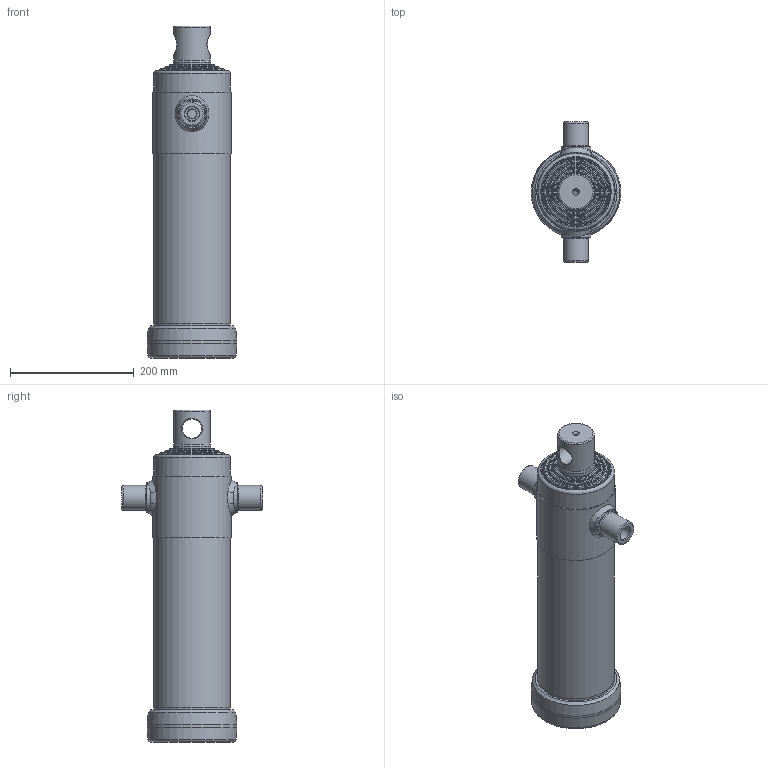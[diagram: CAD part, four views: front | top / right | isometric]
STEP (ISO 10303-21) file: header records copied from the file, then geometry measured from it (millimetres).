
FILE_DESCRIPTION( ( 'Unknown' ), '1' );
FILE_NAME( '3047F.stp', 'Unknown', ( 'Unknown' ), ( 'Unknown' ), 'PSStep 14.0', 'Unknown', ' ' );
FILE_SCHEMA( ( 'AUTOMOTIVE_DESIGN { 1 0 10303 214 1 1 1 1 }' ) );
Length unit declared in the file: millimetre
Products named in the file (14): 4178; Saldatura d'angolo 1-oa0; Saldatura d'angolo 2-oa1; 3145; 3146; 4178-oa2; Assem1; 3084; 4177; 4176; 4175; 4173
Assembly tree (13 placements, depth 3):
  Assem1
    3084
    4177
    4176
    4175
    4173
    4178
      Saldatura d'angolo 1-oa0
      Saldatura d'angolo 1-oa0
      Saldatura d'angolo 2-oa1
      Saldatura d'angolo 2-oa1
      3145
      3146
      4178-oa2
Bounding box: 145 x 227 x 537 mm (x, y, z)
Volume: 5031380.8 mm3; surface area: 1303262.6 mm2
Topology: 12 solids, 12 shells, 261 faces, 535 edges, 321 vertices
Faces by surface type: cylinder 65, plane 58, torus 52, bspline 51, cone 35
Full cylindrical faces by diameter (mm): 5 x2, 15 x1, 16.376 x1, 20 x1, 23 x1, 31 x1, 40 x2, 48 x2, 59 x1, 60 x1, 61 x3, 64 x1, 65.8 x1, 66 x2, 67.2 x1, 69 x1, 75 x1, 76 x3, 79 x1, 80.8 x1, 81 x2, 82.2 x1, 84 x1, 90 x1, 91 x3, 94 x1, 95.8 x1, 96 x2, 97.2 x1, 99 x1
Entity records: 13601 total; most frequent: CARTESIAN_POINT 6794, DIRECTION 886, ORIENTED_EDGE 720, EDGE_LOOP 445, AXIS2_PLACEMENT_3D 424, FACE_OUTER_BOUND 364, EDGE_CURVE 360, VERTEX_POINT 287
